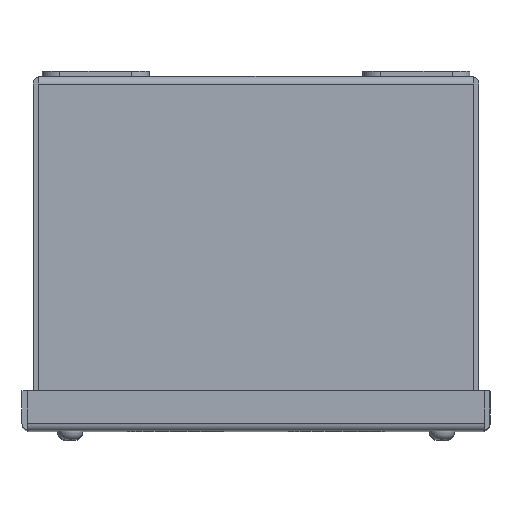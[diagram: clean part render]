
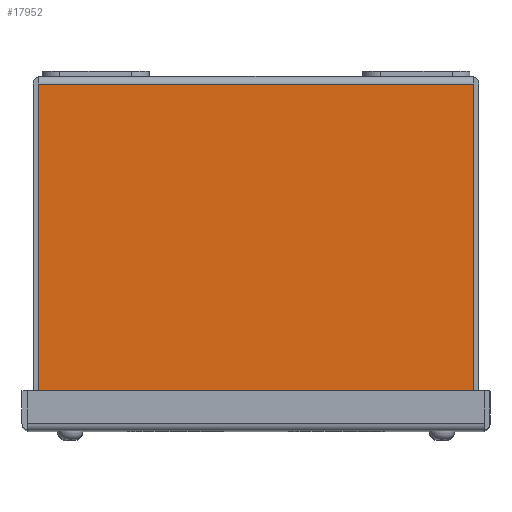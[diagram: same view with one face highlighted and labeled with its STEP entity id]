
A CAD part, top view. The second image highlights one B-rep face of the part: STEP entity #17952.
In plain terms, the highlighted planar face has unit normal (0, 0, 1).
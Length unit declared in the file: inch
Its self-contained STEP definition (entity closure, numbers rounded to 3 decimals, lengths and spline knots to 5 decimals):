
#52 = CARTESIAN_POINT ( 'NONE',  ( 3.05221, -0.108, 3.625 ) ) ;
#64 = VECTOR ( 'NONE', #10539, 39.37008 ) ;
#1376 = VECTOR ( 'NONE', #3987, 39.37008 ) ;
#1503 = ORIENTED_EDGE ( 'NONE', *, *, #24190, .T. ) ;
#1521 = ORIENTED_EDGE ( 'NONE', *, *, #14053, .F. ) ;
#1537 = EDGE_CURVE ( 'NONE', #24376, #21204, #14281, .T. ) ;
#1643 = EDGE_LOOP ( 'NONE', ( #11510, #16025, #1521, #1503 ) ) ;
#3536 = DIRECTION ( 'NONE',  ( 0., 0., -1. ) ) ;
#3739 = DIRECTION ( 'NONE',  ( -1., 0., 0. ) ) ;
#3987 = DIRECTION ( 'NONE',  ( 1., 0., 0. ) ) ;
#5089 = CARTESIAN_POINT ( 'NONE',  ( -3.05221, 39.37008, 3.625 ) ) ;
#7633 = CARTESIAN_POINT ( 'NONE',  ( 3.05221, -4.642, 3.625 ) ) ;
#7662 = DIRECTION ( 'NONE',  ( -1., 0., 0. ) ) ;
#9132 = CARTESIAN_POINT ( 'NONE',  ( -3.05221, -4.642, 3.625 ) ) ;
#10539 = DIRECTION ( 'NONE',  ( 0., -1., 0. ) ) ;
#11510 = ORIENTED_EDGE ( 'NONE', *, *, #23881, .F. ) ;
#11972 = CARTESIAN_POINT ( 'NONE',  ( -3.017, -0.108, 3.625 ) ) ;
#12802 = LINE ( 'NONE', #5089, #16892 ) ;
#12982 = LINE ( 'NONE', #14982, #23220 ) ;
#14053 = EDGE_CURVE ( 'NONE', #20138, #24376, #17728, .T. ) ;
#14162 = AXIS2_PLACEMENT_3D ( 'NONE', #21140, #3536, #7662 ) ;
#14281 = LINE ( 'NONE', #21909, #64 ) ;
#14982 = CARTESIAN_POINT ( 'NONE',  ( 21.281, -4.642, 3.625 ) ) ;
#16025 = ORIENTED_EDGE ( 'NONE', *, *, #1537, .F. ) ;
#16892 = VECTOR ( 'NONE', #20440, 39.37008 ) ;
#17728 = LINE ( 'NONE', #11972, #1376 ) ;
#17952 = ADVANCED_FACE ( 'NONE', ( #20901 ), #21021, .F. ) ;
#18322 = VERTEX_POINT ( 'NONE', #9132 ) ;
#19208 = CARTESIAN_POINT ( 'NONE',  ( -3.05221, -0.108, 3.625 ) ) ;
#20138 = VERTEX_POINT ( 'NONE', #19208 ) ;
#20440 = DIRECTION ( 'NONE',  ( 0., -1., 0. ) ) ;
#20901 = FACE_OUTER_BOUND ( 'NONE', #1643, .T. ) ;
#21021 = PLANE ( 'NONE',  #14162 ) ;
#21140 = CARTESIAN_POINT ( 'NONE',  ( 21.281, 0., 3.625 ) ) ;
#21204 = VERTEX_POINT ( 'NONE', #7633 ) ;
#21909 = CARTESIAN_POINT ( 'NONE',  ( 3.05221, 39.37008, 3.625 ) ) ;
#23220 = VECTOR ( 'NONE', #3739, 39.37008 ) ;
#23881 = EDGE_CURVE ( 'NONE', #21204, #18322, #12982, .T. ) ;
#24190 = EDGE_CURVE ( 'NONE', #20138, #18322, #12802, .T. ) ;
#24376 = VERTEX_POINT ( 'NONE', #52 ) ;
